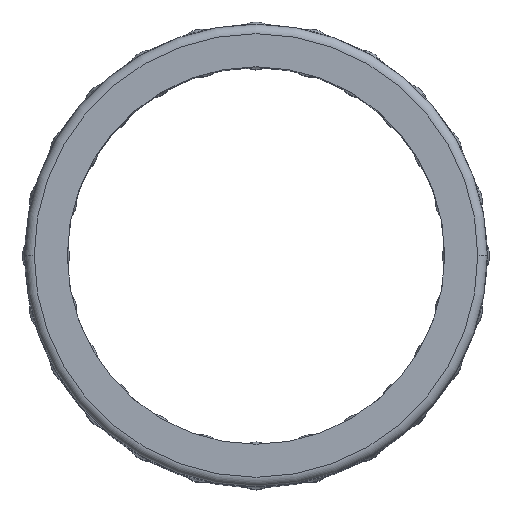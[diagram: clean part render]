
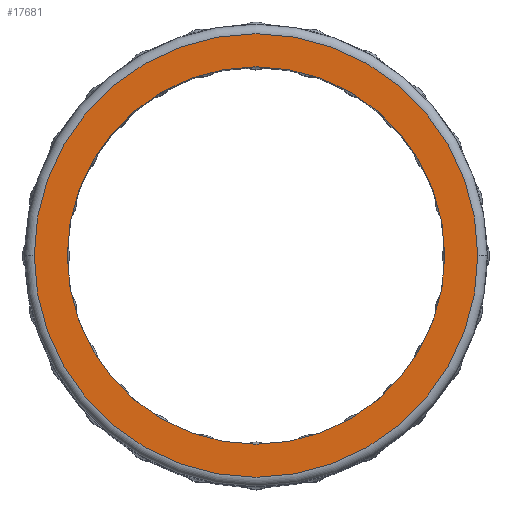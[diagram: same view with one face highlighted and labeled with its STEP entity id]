
A CAD part, top view. The second image highlights one B-rep face of the part: STEP entity #17681.
In plain terms, the highlighted planar face has unit normal (0, 0, 1).
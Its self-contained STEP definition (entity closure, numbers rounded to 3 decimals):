
#633 = EDGE_CURVE ( 'NONE', #36817, #21170, #22339, .T. ) ;
#1180 = CARTESIAN_POINT ( 'NONE',  ( 0., 0., 0. ) ) ;
#1340 = CARTESIAN_POINT ( 'NONE',  ( 23.5, 0., 0. ) ) ;
#2090 = CIRCLE ( 'NONE', #31828, 23.5 ) ;
#3481 = DIRECTION ( 'NONE',  ( 1., 0., 0. ) ) ;
#3615 = CARTESIAN_POINT ( 'NONE',  ( 0., 0., 0. ) ) ;
#4352 = FACE_BOUND ( 'NONE', #34273, .T. ) ;
#4444 = EDGE_LOOP ( 'NONE', ( #8644, #30581 ) ) ;
#4606 = DIRECTION ( 'NONE',  ( 1., 0., 0. ) ) ;
#4981 = DIRECTION ( 'NONE',  ( 0., 0., 1. ) ) ;
#5107 = DIRECTION ( 'NONE',  ( 1., 0., 0. ) ) ;
#5801 = CARTESIAN_POINT ( 'NONE',  ( 20., 0., 0. ) ) ;
#7091 = EDGE_CURVE ( 'NONE', #33263, #36607, #14560, .T. ) ;
#7700 = ORIENTED_EDGE ( 'NONE', *, *, #633, .F. ) ;
#8644 = ORIENTED_EDGE ( 'NONE', *, *, #35237, .T. ) ;
#10234 = AXIS2_PLACEMENT_3D ( 'NONE', #24030, #17810, #3481 ) ;
#11486 = EDGE_CURVE ( 'NONE', #21170, #36817, #25827, .T. ) ;
#13401 = FACE_OUTER_BOUND ( 'NONE', #4444, .T. ) ;
#14560 = CIRCLE ( 'NONE', #36061, 23.5 ) ;
#14828 = ORIENTED_EDGE ( 'NONE', *, *, #11486, .F. ) ;
#14924 = DIRECTION ( 'NONE',  ( 1., 0., 0. ) ) ;
#15670 = DIRECTION ( 'NONE',  ( 1., 0., 0. ) ) ;
#17437 = PLANE ( 'NONE',  #10234 ) ;
#17681 = ADVANCED_FACE ( 'NONE', ( #13401, #4352 ), #17437, .T. ) ;
#17810 = DIRECTION ( 'NONE',  ( 0., 0., 1. ) ) ;
#18195 = DIRECTION ( 'NONE',  ( 0., 0., 1. ) ) ;
#21170 = VERTEX_POINT ( 'NONE', #30310 ) ;
#21732 = CARTESIAN_POINT ( 'NONE',  ( -23.5, 0., 0. ) ) ;
#22339 = CIRCLE ( 'NONE', #23347, 20. ) ;
#23347 = AXIS2_PLACEMENT_3D ( 'NONE', #3615, #18195, #14924 ) ;
#24030 = CARTESIAN_POINT ( 'NONE',  ( 0., 0., 0. ) ) ;
#25827 = CIRCLE ( 'NONE', #29826, 20. ) ;
#29826 = AXIS2_PLACEMENT_3D ( 'NONE', #34278, #4981, #5107 ) ;
#30310 = CARTESIAN_POINT ( 'NONE',  ( -20., 0., 0. ) ) ;
#30581 = ORIENTED_EDGE ( 'NONE', *, *, #7091, .T. ) ;
#30986 = CARTESIAN_POINT ( 'NONE',  ( 0., 0., 0. ) ) ;
#31828 = AXIS2_PLACEMENT_3D ( 'NONE', #1180, #33042, #15670 ) ;
#33042 = DIRECTION ( 'NONE',  ( 0., 0., 1. ) ) ;
#33263 = VERTEX_POINT ( 'NONE', #21732 ) ;
#34273 = EDGE_LOOP ( 'NONE', ( #7700, #14828 ) ) ;
#34278 = CARTESIAN_POINT ( 'NONE',  ( 0., 0., 0. ) ) ;
#35237 = EDGE_CURVE ( 'NONE', #36607, #33263, #2090, .T. ) ;
#36061 = AXIS2_PLACEMENT_3D ( 'NONE', #30986, #36570, #4606 ) ;
#36570 = DIRECTION ( 'NONE',  ( 0., 0., 1. ) ) ;
#36607 = VERTEX_POINT ( 'NONE', #1340 ) ;
#36817 = VERTEX_POINT ( 'NONE', #5801 ) ;
